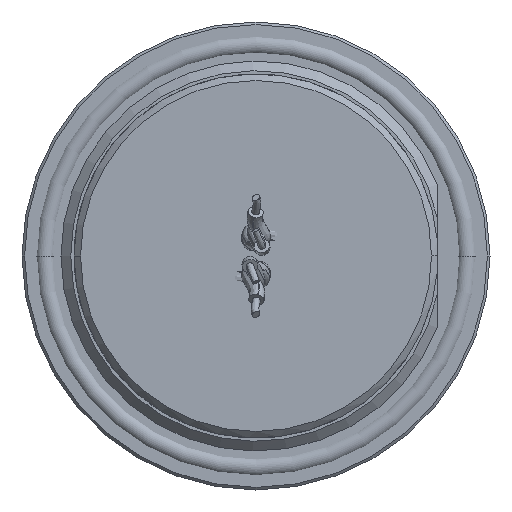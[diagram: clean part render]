
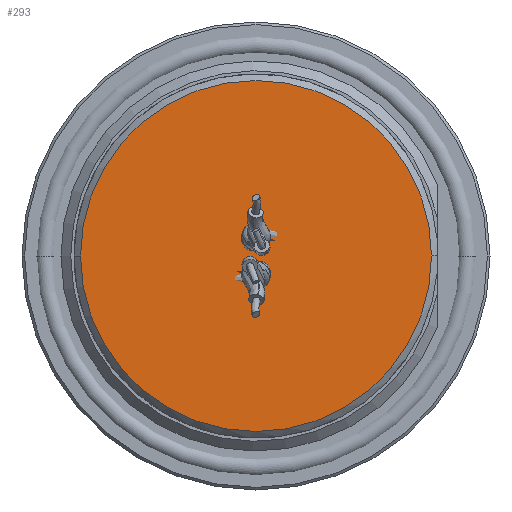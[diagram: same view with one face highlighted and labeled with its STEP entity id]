
A CAD part, front view. The second image highlights one B-rep face of the part: STEP entity #293.
In plain terms, the highlighted planar face has unit normal (0, -1, 0).
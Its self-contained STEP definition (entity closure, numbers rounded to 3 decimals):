
#39=CARTESIAN_POINT('',(0.,-16.,0.));
#40=DIRECTION('',(0.,-1.,0.));
#41=DIRECTION('',(-1.,0.,0.));
#42=AXIS2_PLACEMENT_3D('',#39,#40,#41);
#44=CARTESIAN_POINT('',(0.,-16.,0.));
#45=DIRECTION('',(0.,-1.,0.));
#46=DIRECTION('',(1.,0.,0.));
#47=AXIS2_PLACEMENT_3D('',#44,#45,#46);
#185=CARTESIAN_POINT('',(-13.5,-16.,0.));
#186=CARTESIAN_POINT('',(13.5,-16.,0.));
#187=VERTEX_POINT('',#185);
#188=VERTEX_POINT('',#186);
#282=CARTESIAN_POINT('',(0.,-16.,0.));
#283=DIRECTION('',(0.,1.,0.));
#284=DIRECTION('',(1.,0.,0.));
#285=AXIS2_PLACEMENT_3D('',#282,#283,#284);
#286=PLANE('',#285);
#288=ORIENTED_EDGE('',*,*,#287,.F.);
#290=ORIENTED_EDGE('',*,*,#289,.F.);
#291=EDGE_LOOP('',(#288,#290));
#292=FACE_OUTER_BOUND('',#291,.F.);
#293=ADVANCED_FACE('',(#292),#286,.F.);
#43=CIRCLE('',#42,13.5);
#48=CIRCLE('',#47,13.5);
#287=EDGE_CURVE('',#187,#188,#43,.T.);
#289=EDGE_CURVE('',#188,#187,#48,.T.);
